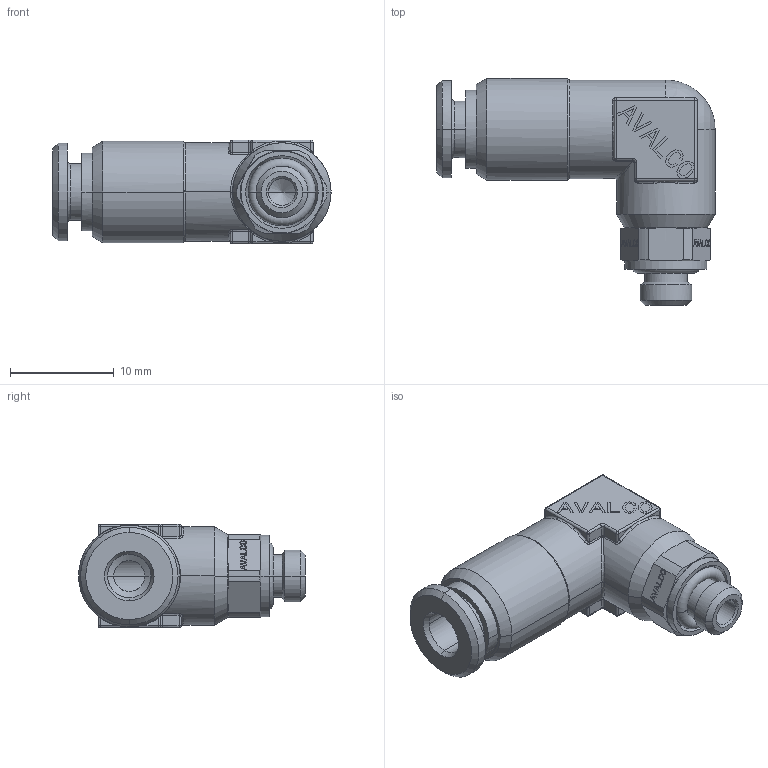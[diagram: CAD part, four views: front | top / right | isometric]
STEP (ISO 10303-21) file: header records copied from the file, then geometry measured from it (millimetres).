
FILE_DESCRIPTION(('CATIA V5 STEP Exchange'),'2;1');
FILE_NAME('PR507B-04M5H.stp','2018-04-14T14:56:57+00:00',('none'),('none'),'CATIA Version 5 Release 21 GA (IN-10)','CATIA V5 STEP AP203','none');
FILE_SCHEMA(('CONFIG_CONTROL_DESIGN'));
Length unit declared in the file: millimetre
Products named in the file (1): PR507B-04M5H
Bounding box: 26.85 x 21.9 x 10 mm (x, y, z)
Volume: 2027.1 mm3; surface area: 1937.4 mm2
Topology: 2 solids, 2 shells, 773 faces, 2041 edges, 1316 vertices
Faces by surface type: plane 599, cylinder 74, cone 40, torus 28, sphere 16, bspline 16
Entity records: 24290 total; most frequent: CARTESIAN_POINT 5951, ORIENTED_EDGE 4074, DIRECTION 3198, EDGE_CURVE 2037, VECTOR 1702, LINE 1702, VERTEX_POINT 1316, AXIS2_PLACEMENT_3D 849
